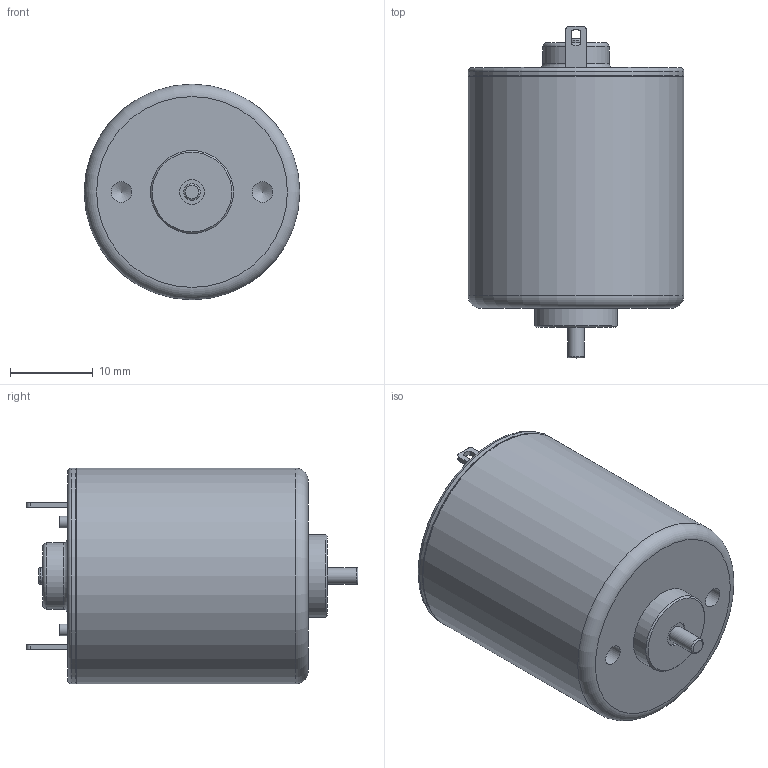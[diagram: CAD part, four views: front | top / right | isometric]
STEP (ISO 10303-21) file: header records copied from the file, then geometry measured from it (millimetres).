
FILE_DESCRIPTION(/* description */ (''),/* implementation_level */ '2;1');
FILE_NAME(/* name */ 'TP-2629.stp',/* time_stamp */ '2024-06-07T13:33:59+09:00',/* author */ ('user'),/* organization */ (''),/* preprocessor_version */ 'ST-DEVELOPER v20',/* originating_system */ 'Autodesk Inventor 2024',/* authorisation */ '');
FILE_SCHEMA (('AUTOMOTIVE_DESIGN { 1 0 10303 214 3 1 1 }'));
Length unit declared in the file: millimetre
Products named in the file (1): TP-2629NA
Bounding box: 26 x 40 x 26 mm (x, y, z)
Volume: 15689 mm3; surface area: 3649.9 mm2
Topology: 1 solids, 1 shells, 73 faces, 165 edges, 109 vertices
Faces by surface type: plane 37, cylinder 27, torus 6, cone 3
Full cylindrical faces by diameter (mm): 1.4 x1, 1.428 x1, 2 x2, 2.459 x2, 2.5 x1, 2.6 x1, 3 x2, 8 x1, 10 x1, 25.8 x1, 26 x2
Entity records: 2186 total; most frequent: DIRECTION 384, CARTESIAN_POINT 346, ORIENTED_EDGE 326, EDGE_CURVE 163, AXIS2_PLACEMENT_3D 147, VERTEX_POINT 109, EDGE_LOOP 94, LINE 90
